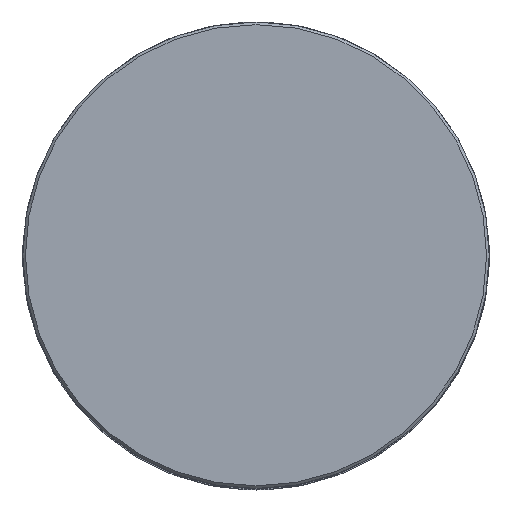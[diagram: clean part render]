
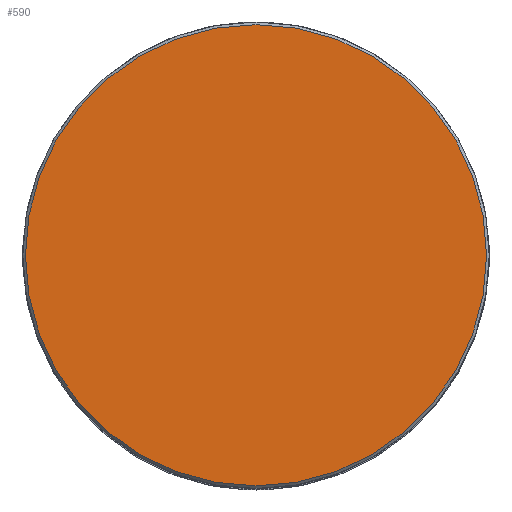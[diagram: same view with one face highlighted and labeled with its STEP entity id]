
A CAD part, top view. The second image highlights one B-rep face of the part: STEP entity #590.
In plain terms, the highlighted face is planar.
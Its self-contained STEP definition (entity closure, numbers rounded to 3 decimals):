
#39=PLANE('',#658);
#72=FACE_OUTER_BOUND('',#113,.T.);
#113=EDGE_LOOP('',(#438));
#226=CIRCLE('',#646,86.5);
#277=VERTEX_POINT('',#965);
#332=EDGE_CURVE('',#277,#277,#226,.T.);
#438=ORIENTED_EDGE('',*,*,#332,.F.);
#590=ADVANCED_FACE('',(#72),#39,.T.);
#646=AXIS2_PLACEMENT_3D('',#966,#745,#746);
#658=AXIS2_PLACEMENT_3D('',#1006,#779,#780);
#745=DIRECTION('center_axis',(1.,0.,0.));
#746=DIRECTION('ref_axis',(0.,-1.,0.));
#779=DIRECTION('center_axis',(-1.,0.,0.));
#780=DIRECTION('ref_axis',(0.,-1.,0.));
#965=CARTESIAN_POINT('',(-4.,86.5,0.));
#966=CARTESIAN_POINT('Origin',(-4.,0.,0.));
#1006=CARTESIAN_POINT('Origin',(-4.,0.,0.));
